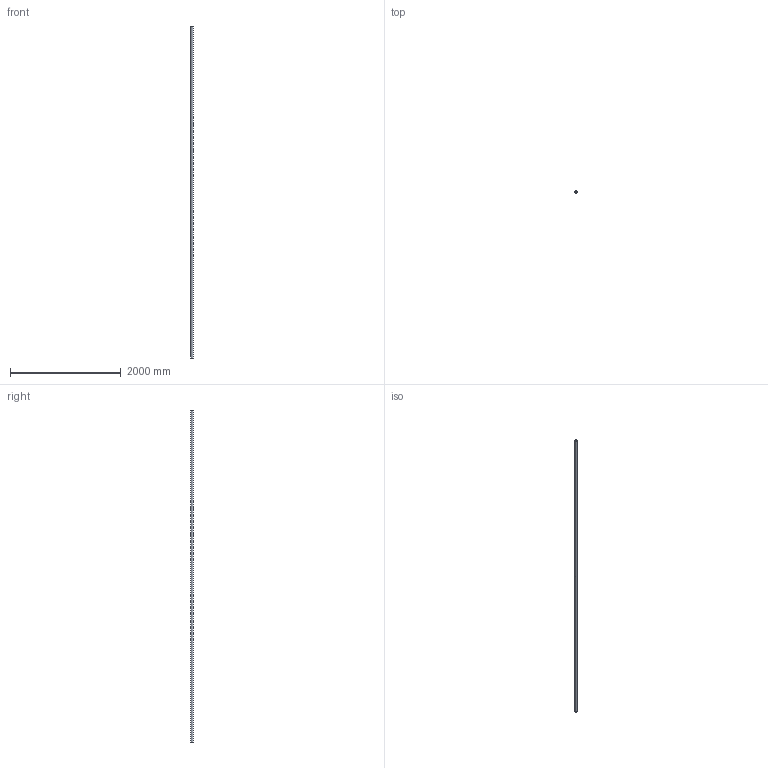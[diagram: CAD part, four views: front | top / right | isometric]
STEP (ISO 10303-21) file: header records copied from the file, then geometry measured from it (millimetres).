
FILE_DESCRIPTION (( 'STEP AP203' ), '1' );
FILE_NAME ('55140-240G.step', '2024-04-29T09:28:15', ( '' ), ( '' ), 'SwSTEP 2.0', 'SolidWorks 2018', '' );
FILE_SCHEMA (( 'CONFIG_CONTROL_DESIGN' ));
Length unit declared in the file: millimetre
Products named in the file (1): 55140-240G
Bounding box: 42.4 x 42.4 x 6000 mm (x, y, z)
Volume: 1880242.9 mm3; surface area: 1504828.9 mm2
Topology: 1 solids, 1 shells, 281 faces, 759 edges, 506 vertices
Faces by surface type: plane 136, bspline 117, cylinder 28
Full cylindrical faces by diameter (mm): 37.4 x1, 42.4 x1
Entity records: 13310 total; most frequent: CARTESIAN_POINT 6926, ORIENTED_EDGE 1514, DIRECTION 949, EDGE_CURVE 757, VERTEX_POINT 506, VECTOR 375, LINE 375, EDGE_LOOP 311
